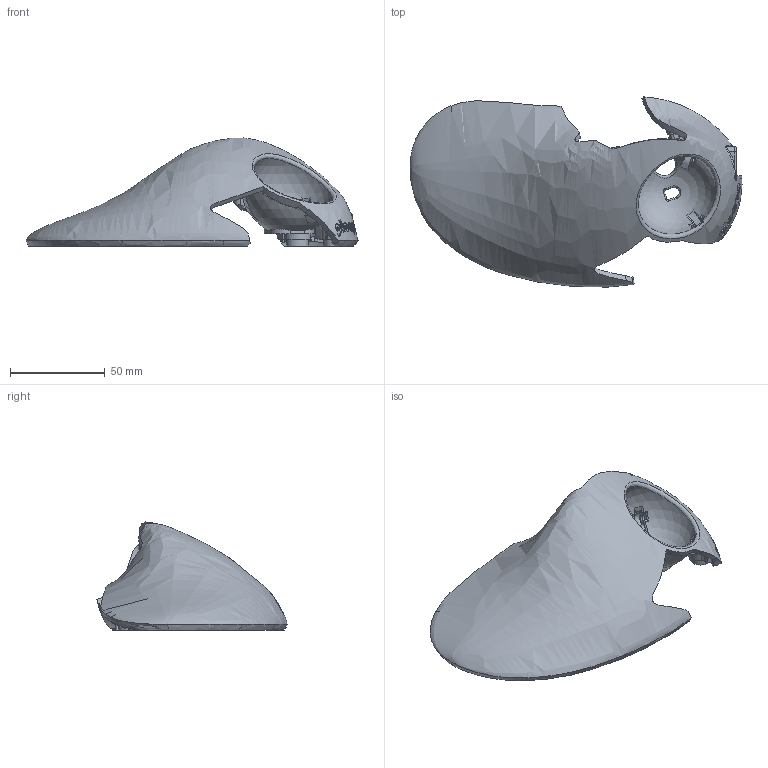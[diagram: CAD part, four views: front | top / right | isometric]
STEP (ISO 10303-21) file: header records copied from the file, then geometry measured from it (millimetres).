
FILE_DESCRIPTION(/* description */ ('This documentation describes Open Hardware and is licensed under the CERN OHL v. 1.2. You may redistribute and modify this documentation under the terms of the CERN OHL v.1.2. (http://ohwr.org/cernohl). This documentation is distributed WITHOUT ANY EXPRE','CAx-IF Rec.Pracs.---Representation and Presentation of Product Manufacturing Information (PMI)---4.0---2014-10-13'),/* implementation_level */ '2;1');
FILE_NAME(/* name */ 'Top Body.stp',/* time_stamp */ '2019-10-08T04:21:06-04:00',/* author */ (' '),/* organization */ ('PloopyCo'),/* preprocessor_version */ 'ST-DEVELOPER v18',/* originating_system */ ' ',/* authorisation */ 'Copyright PloopyCo 2019. Licensed under CERN OHL v. 1.2.');
FILE_SCHEMA (('AP242_MANAGED_MODEL_BASED_3D_ENGINEERING_MIM_LF { 1 0 10303 442 1 1 4 }'));
Products named in the file (1): Top Body
Bounding box: 175.3 x 100.44 x 57.03 mm (x, y, z)
Volume: 66288.6 mm3; surface area: 45317.4 mm2
Topology: 2 solids, 2 shells, 688 faces, 1880 edges, 1222 vertices
Faces by surface type: bspline 400, plane 140, cylinder 89, torus 44, cone 13, sphere 2
Full cylindrical faces by diameter (mm): 3.4 x1, 4 x4, 8 x2, 12 x1
Entity records: 135006 total; most frequent: CARTESIAN_POINT 120455, ORIENTED_EDGE 3758, EDGE_CURVE 1879, DIRECTION 1795, VERTEX_POINT 1224, B_SPLINE_CURVE_WITH_KNOTS 984, EDGE_LOOP 723, FACE_OUTER_BOUND 688
